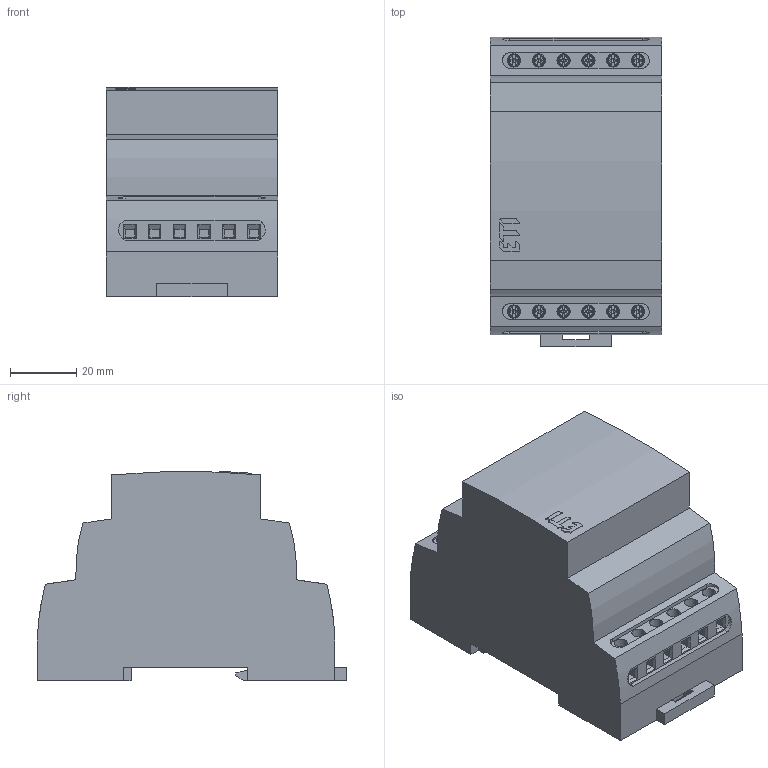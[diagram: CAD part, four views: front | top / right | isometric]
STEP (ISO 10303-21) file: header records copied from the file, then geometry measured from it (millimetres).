
FILE_DESCRIPTION((''),'2;1');
FILE_NAME('HRH-8_ASM','2020-11-23T',('marketing.praksa'),('Audax d.o.o.'),'CREO PARAMETRIC BY PTC INC, 2017480','CREO PARAMETRIC BY PTC INC, 2017480','');
FILE_SCHEMA(('AUTOMOTIVE_DESIGN { 1 0 10303 214 1 1 1 1 }'));
Length unit declared in the file: millimetre
Products named in the file (20): HRH-8_1; HRH-8_2; HRH-8_3; HRH-8_4; HRH-8_5; HRH-8_7; HRH-8_6; HRH-8_8; HRH-8_9; HRH-8_10; HRH-8_11; HRH-8_12; HRH-8_13; HRH-8_14; TMP_DWG_65_1_1_1; TMP_DWG_65_1_2_1; TMP_DWG_65_1_3_1; CRM-82TO_1_ASM; ASM0003_ASM; HRH-8_ASM
Assembly tree (19 placements, depth 4):
  HRH-8_ASM
    HRH-8_1
    HRH-8_2
    HRH-8_3
    HRH-8_4
    HRH-8_5
    HRH-8_7
    HRH-8_6
    HRH-8_8
    HRH-8_9
    HRH-8_10
    HRH-8_11
    HRH-8_12
    HRH-8_13
    HRH-8_14
    ASM0003_ASM
      CRM-82TO_1_ASM
        TMP_DWG_65_1_1_1
        TMP_DWG_65_1_2_1
        TMP_DWG_65_1_3_1
Bounding box: 52 x 93.51 x 63.28 mm (x, y, z)
Volume: 218707.9 mm3; surface area: 29733.8 mm2
Topology: 17 solids, 17 shells, 878 faces, 2340 edges, 1500 vertices
Faces by surface type: plane 457, cylinder 205, cone 96, bspline 60, torus 36, sphere 24
Entity records: 48995 total; most frequent: CARTESIAN_POINT 13901, ORIENTED_EDGE 4608, DIRECTION 4348, PRESENTATION_STYLE_ASSIGNMENT 3052, STYLED_ITEM 2904, EDGE_CURVE 2304, CURVE_STYLE 2160, AXIS2_PLACEMENT_3D 1611
